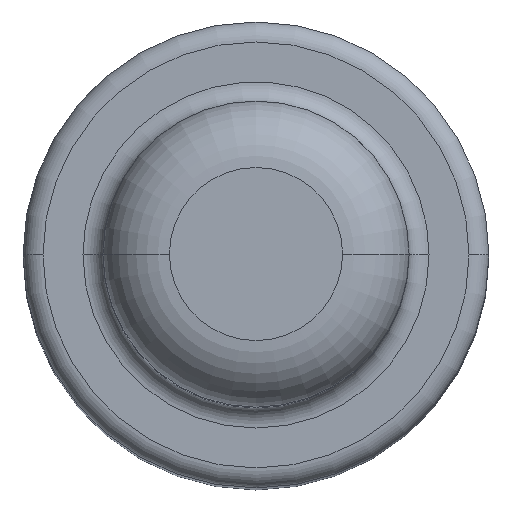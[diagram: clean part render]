
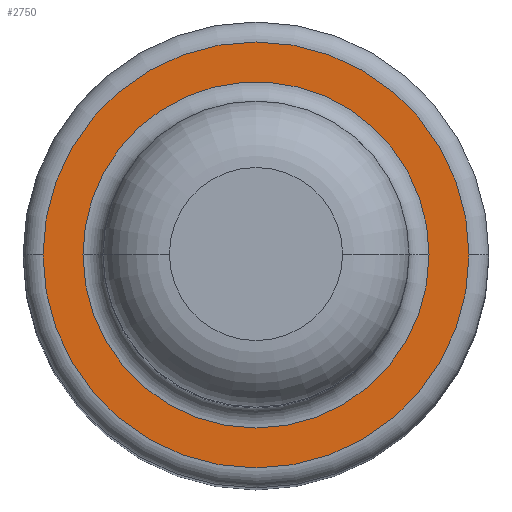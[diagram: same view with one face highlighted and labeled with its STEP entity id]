
A CAD part, top view. The second image highlights one B-rep face of the part: STEP entity #2750.
In plain terms, the highlighted planar face has unit normal (0, 0, 1).
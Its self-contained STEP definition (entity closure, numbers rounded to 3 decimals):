
#2360=CARTESIAN_POINT('',(0.,0.,18.));
#2370=DIRECTION('',(0.,0.,1.));
#2380=DIRECTION('',(1.,0.,0.));
#2390=AXIS2_PLACEMENT_3D('',#2360,#2370,#2380);
#2400=PLANE('',#2390);
#2410=CARTESIAN_POINT('',(39.,54.,18.));
#2420=DIRECTION('',(0.,0.,1.));
#2430=DIRECTION('',(1.,0.,0.));
#2440=AXIS2_PLACEMENT_3D('',#2410,#2420,#2430);
#2450=CIRCLE('',#2440,2.6);
#2460=CARTESIAN_POINT('',(41.282,55.247,18.));
#2470=VERTEX_POINT('',#2460);
#2480=CARTESIAN_POINT('',(36.4,54.,18.));
#2490=VERTEX_POINT('',#2480);
#2500=EDGE_CURVE('',#2470,#2490,#2450,.T.);
#2510=ORIENTED_EDGE('',*,*,#2500,.F.);
#2520=CARTESIAN_POINT('',(41.6,54.,18.));
#2530=VERTEX_POINT('',#2520);
#2540=EDGE_CURVE('',#2490,#2530,#2450,.T.);
#2550=ORIENTED_EDGE('',*,*,#2540,.F.);
#2560=EDGE_CURVE('',#2530,#2470,#2450,.T.);
#2570=ORIENTED_EDGE('',*,*,#2560,.F.);
#2580=EDGE_LOOP('',(#2570,#2550,#2510));
#2590=FACE_BOUND('',#2580,.T.);
#2600=CARTESIAN_POINT('',(39.,54.,18.));
#2610=DIRECTION('',(0.,0.,1.));
#2620=DIRECTION('',(1.,0.,0.));
#2630=AXIS2_PLACEMENT_3D('',#2600,#2610,#2620);
#2640=CIRCLE('',#2630,3.2);
#2650=CARTESIAN_POINT('',(42.2,54.,18.));
#2660=VERTEX_POINT('',#2650);
#2670=CARTESIAN_POINT('',(35.8,54.,18.));
#2680=VERTEX_POINT('',#2670);
#2690=EDGE_CURVE('',#2660,#2680,#2640,.T.);
#2700=ORIENTED_EDGE('',*,*,#2690,.T.);
#2710=EDGE_CURVE('',#2680,#2660,#2640,.T.);
#2720=ORIENTED_EDGE('',*,*,#2710,.T.);
#2730=EDGE_LOOP('',(#2720,#2700));
#2740=FACE_OUTER_BOUND('',#2730,.T.);
#2750=ADVANCED_FACE('',(#2590,#2740),#2400,.T.);
